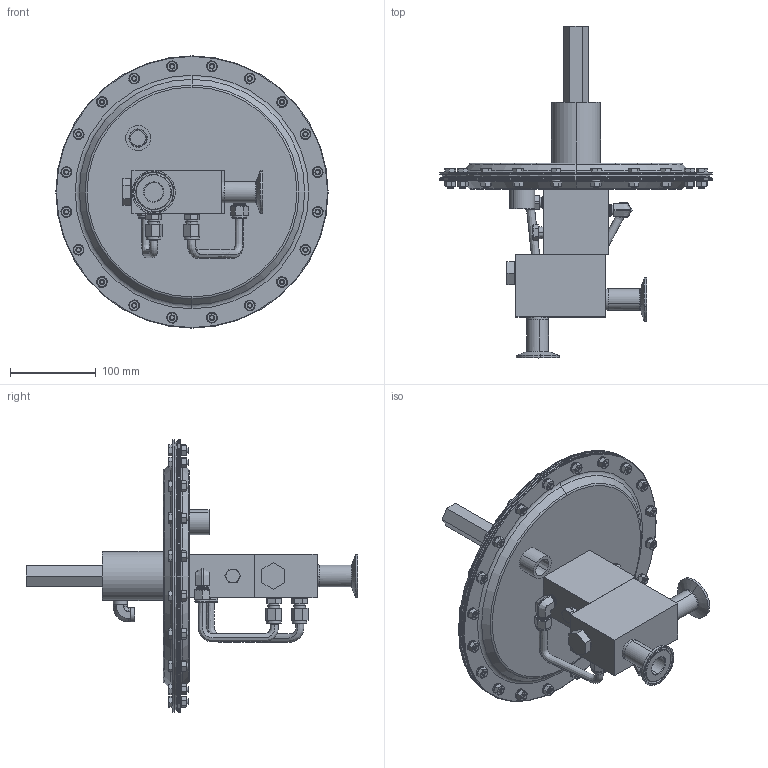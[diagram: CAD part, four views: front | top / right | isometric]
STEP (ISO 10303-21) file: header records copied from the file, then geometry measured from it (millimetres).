
FILE_DESCRIPTION (( 'STEP AP203' ), '1' );
FILE_NAME ('908-100-SB-TRI-C.STEP', '2019-04-16T12:36:50', ( '' ), ( '' ), 'SwSTEP 2.0', 'SolidWorks 2018', '' );
FILE_SCHEMA (( 'CONFIG_CONTROL_DESIGN' ));
Length unit declared in the file: inch
Products named in the file (2): 908-100-SB-TRI-C
Bounding box: 317.5 x 387.13 x 317.5 mm (x, y, z)
Volume: 2852568.8 mm3; surface area: 301886.3 mm2
Topology: 2 solids, 2 shells, 1300 faces, 2994 edges, 1800 vertices
Faces by surface type: plane 523, cone 502, cylinder 211, torus 40, bspline 22, sphere 2
Entity records: 47963 total; most frequent: CARTESIAN_POINT 19676, ORIENTED_EDGE 5984, DIRECTION 5610, EDGE_CURVE 2992, AXIS2_PLACEMENT_3D 2300, VERTEX_POINT 1800, EDGE_LOOP 1446, ADVANCED_FACE 1300
